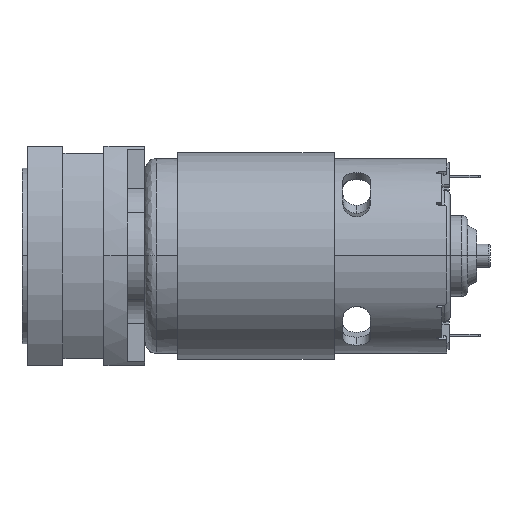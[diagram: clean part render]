
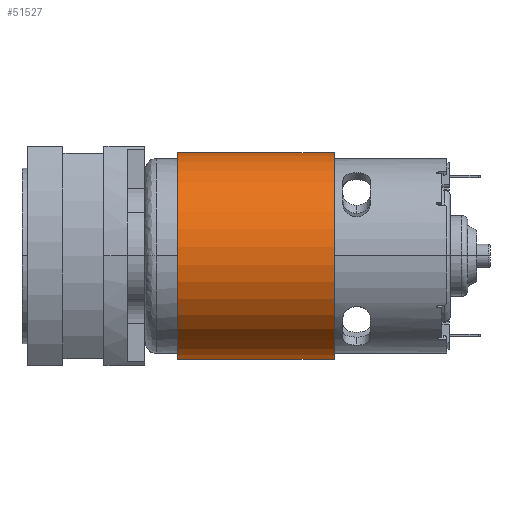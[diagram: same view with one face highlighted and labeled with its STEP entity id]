
A CAD part, top view. The second image highlights one B-rep face of the part: STEP entity #51527.
In plain terms, the highlighted cylindrical face has radius 22.416 mm (diameter 44.831 mm), a partial arc.
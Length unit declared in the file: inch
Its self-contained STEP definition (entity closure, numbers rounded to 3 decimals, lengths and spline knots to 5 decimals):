
#2117 = VERTEX_POINT ( 'NONE', #50863 ) ;
#3701 = EDGE_CURVE ( 'NONE', #23525, #2117, #37909, .T. ) ;
#12348 = VERTEX_POINT ( 'NONE', #29262 ) ;
#13179 = VECTOR ( 'NONE', #32790, 39.37008 ) ;
#13288 = LINE ( 'NONE', #32838, #13179 ) ;
#15481 = LINE ( 'NONE', #26753, #48092 ) ;
#17332 = CYLINDRICAL_SURFACE ( 'NONE', #28817, 0.8825 ) ;
#18476 = FACE_OUTER_BOUND ( 'NONE', #47681, .T. ) ;
#18799 = CARTESIAN_POINT ( 'NONE',  ( 1.61811, 0., 0. ) ) ;
#22471 = ORIENTED_EDGE ( 'NONE', *, *, #45008, .T. ) ;
#23525 = VERTEX_POINT ( 'NONE', #49823 ) ;
#25364 = EDGE_CURVE ( 'NONE', #12348, #2117, #15481, .T. ) ;
#25663 = ORIENTED_EDGE ( 'NONE', *, *, #25364, .T. ) ;
#25843 = ORIENTED_EDGE ( 'NONE', *, *, #3701, .F. ) ;
#26753 = CARTESIAN_POINT ( 'NONE',  ( 2.96063, -0.22866, 0.85236 ) ) ;
#27899 = DIRECTION ( 'NONE',  ( -1., 0., 0. ) ) ;
#28817 = AXIS2_PLACEMENT_3D ( 'NONE', #32719, #33074, #32191 ) ;
#29262 = CARTESIAN_POINT ( 'NONE',  ( 1.61811, -0.22866, 0.85236 ) ) ;
#30520 = VERTEX_POINT ( 'NONE', #45507 ) ;
#32141 = AXIS2_PLACEMENT_3D ( 'NONE', #35593, #35521, #35460 ) ;
#32191 = DIRECTION ( 'NONE',  ( 0., 0., 1. ) ) ;
#32719 = CARTESIAN_POINT ( 'NONE',  ( 4.1142, 0., 0. ) ) ;
#32790 = DIRECTION ( 'NONE',  ( -1., 0., 0. ) ) ;
#32838 = CARTESIAN_POINT ( 'NONE',  ( 2.96063, 0.22866, 0.85236 ) ) ;
#33074 = DIRECTION ( 'NONE',  ( -1., 0., 0. ) ) ;
#35460 = DIRECTION ( 'NONE',  ( 0., 0., 1. ) ) ;
#35521 = DIRECTION ( 'NONE',  ( -1., 0., 0. ) ) ;
#35593 = CARTESIAN_POINT ( 'NONE',  ( 0.27953, 0., 0. ) ) ;
#37909 = CIRCLE ( 'NONE', #32141, 0.8825 ) ;
#41648 = AXIS2_PLACEMENT_3D ( 'NONE', #18799, #41854, #41666 ) ;
#41666 = DIRECTION ( 'NONE',  ( 0., 0., -1. ) ) ;
#41854 = DIRECTION ( 'NONE',  ( -1., 0., 0. ) ) ;
#42168 = EDGE_CURVE ( 'NONE', #30520, #23525, #13288, .T. ) ;
#45008 = EDGE_CURVE ( 'NONE', #30520, #12348, #46452, .T. ) ;
#45507 = CARTESIAN_POINT ( 'NONE',  ( 1.61811, 0.22866, 0.85236 ) ) ;
#46452 = CIRCLE ( 'NONE', #41648, 0.8825 ) ;
#47681 = EDGE_LOOP ( 'NONE', ( #25843, #54672, #22471, #25663 ) ) ;
#48092 = VECTOR ( 'NONE', #27899, 39.37008 ) ;
#49823 = CARTESIAN_POINT ( 'NONE',  ( 0.27953, 0.22866, 0.85236 ) ) ;
#50863 = CARTESIAN_POINT ( 'NONE',  ( 0.27953, -0.22866, 0.85236 ) ) ;
#51527 = ADVANCED_FACE ( 'NONE', ( #18476 ), #17332, .T. ) ;
#54672 = ORIENTED_EDGE ( 'NONE', *, *, #42168, .F. ) ;
